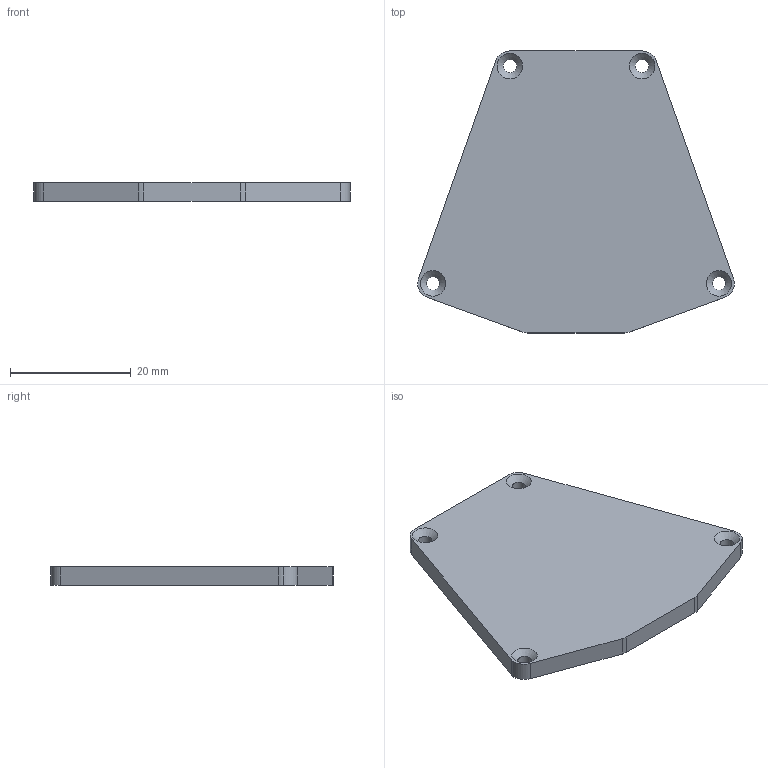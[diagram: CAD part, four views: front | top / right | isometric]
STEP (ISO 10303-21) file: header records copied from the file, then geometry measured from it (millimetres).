
FILE_DESCRIPTION(('HOOPS Exchange Step'),'2;1');
FILE_NAME('temp_export','2023-11-26T13:41:16-05:00',('jscotto'),('Shapr3D Limited'),'HOOPS Exchange 2023.2','Shapr3D','Authorized');
FILE_SCHEMA( ('AUTOMOTIVE_DESIGN { 1 0 10303 214 1 1 1 1 }') );
Length unit declared in the file: millimetre
Products named in the file (1): Cover (Blank)
Bounding box: 52.32 x 46.62 x 3.1 mm (x, y, z)
Volume: 5544.5 mm3; surface area: 4169.2 mm2
Topology: 1 solids, 1 shells, 23 faces, 59 edges, 38 vertices
Faces by surface type: cylinder 11, plane 8, cone 4
Full cylindrical faces by diameter (mm): 2.2 x4
Entity records: 747 total; most frequent: DIRECTION 133, CARTESIAN_POINT 121, ORIENTED_EDGE 118, EDGE_CURVE 59, AXIS2_PLACEMENT_3D 50, VERTEX_POINT 38, VECTOR 33, LINE 33
